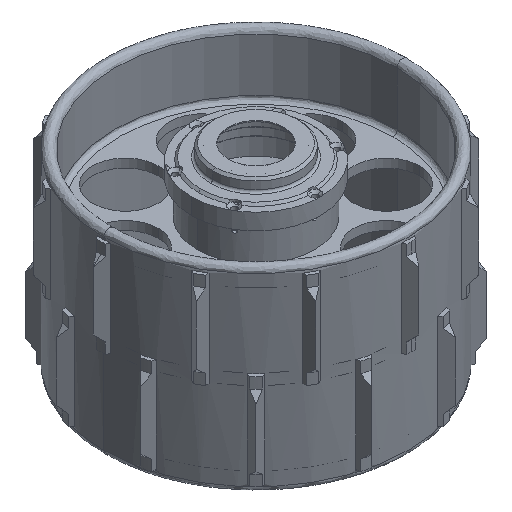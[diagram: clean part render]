
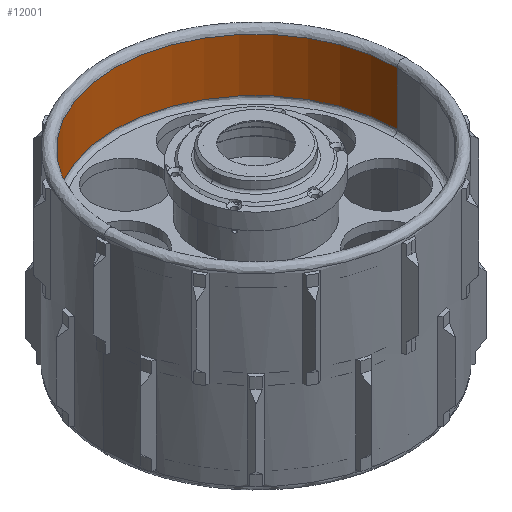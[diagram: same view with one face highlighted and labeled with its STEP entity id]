
A CAD part, isometric view. The second image highlights one B-rep face of the part: STEP entity #12001.
In plain terms, the highlighted cylindrical face has radius 65 mm (diameter 130 mm), a partial arc.
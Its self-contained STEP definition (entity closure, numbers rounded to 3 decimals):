
#1423 = AXIS2_PLACEMENT_3D ( 'NONE', #4029, #12039, #5186 ) ;
#1652 = DIRECTION ( 'NONE',  ( 0., 0., 1. ) ) ;
#3047 = VERTEX_POINT ( 'NONE', #13769 ) ;
#3186 = CARTESIAN_POINT ( 'NONE',  ( -65., 0., -4. ) ) ;
#3948 = DIRECTION ( 'NONE',  ( 1., 0., 0. ) ) ;
#4029 = CARTESIAN_POINT ( 'NONE',  ( 0., 0., 26.5 ) ) ;
#4192 = CARTESIAN_POINT ( 'NONE',  ( 65., 0., -4. ) ) ;
#4308 = DIRECTION ( 'NONE',  ( 0., 0., 1. ) ) ;
#4618 = CIRCLE ( 'NONE', #1423, 65. ) ;
#5084 = EDGE_CURVE ( 'NONE', #3047, #12976, #10974, .T. ) ;
#5186 = DIRECTION ( 'NONE',  ( 1., 0., 0. ) ) ;
#5486 = VECTOR ( 'NONE', #4308, 1000. ) ;
#5550 = VERTEX_POINT ( 'NONE', #10273 ) ;
#5594 = AXIS2_PLACEMENT_3D ( 'NONE', #8533, #1652, #9689 ) ;
#5986 = ORIENTED_EDGE ( 'NONE', *, *, #5084, .F. ) ;
#6158 = ORIENTED_EDGE ( 'NONE', *, *, #7845, .F. ) ;
#6316 = ORIENTED_EDGE ( 'NONE', *, *, #8664, .T. ) ;
#6506 = DIRECTION ( 'NONE',  ( 0., 0., 1. ) ) ;
#7429 = CARTESIAN_POINT ( 'NONE',  ( 0., 0., -4. ) ) ;
#7673 = EDGE_CURVE ( 'NONE', #5550, #8090, #4618, .T. ) ;
#7742 = CARTESIAN_POINT ( 'NONE',  ( -65., 0., 2. ) ) ;
#7845 = EDGE_CURVE ( 'NONE', #12976, #5550, #14662, .T. ) ;
#8090 = VERTEX_POINT ( 'NONE', #11681 ) ;
#8533 = CARTESIAN_POINT ( 'NONE',  ( 0., 0., 2. ) ) ;
#8664 = EDGE_CURVE ( 'NONE', #3047, #8090, #12451, .T. ) ;
#9057 = VECTOR ( 'NONE', #6506, 1000. ) ;
#9689 = DIRECTION ( 'NONE',  ( 1., 0., 0. ) ) ;
#10273 = CARTESIAN_POINT ( 'NONE',  ( -65., 0., 26.5 ) ) ;
#10974 = CIRCLE ( 'NONE', #5594, 65. ) ;
#11681 = CARTESIAN_POINT ( 'NONE',  ( 65., 0., 26.5 ) ) ;
#11772 = FACE_OUTER_BOUND ( 'NONE', #11865, .T. ) ;
#11865 = EDGE_LOOP ( 'NONE', ( #6158, #5986, #6316, #12992 ) ) ;
#12001 = ADVANCED_FACE ( 'NONE', ( #11772 ), #14481, .F. ) ;
#12039 = DIRECTION ( 'NONE',  ( 0., 0., -1. ) ) ;
#12451 = LINE ( 'NONE', #4192, #9057 ) ;
#12976 = VERTEX_POINT ( 'NONE', #7742 ) ;
#12992 = ORIENTED_EDGE ( 'NONE', *, *, #7673, .F. ) ;
#13633 = AXIS2_PLACEMENT_3D ( 'NONE', #7429, #14313, #3948 ) ;
#13769 = CARTESIAN_POINT ( 'NONE',  ( 65., 0., 2. ) ) ;
#14313 = DIRECTION ( 'NONE',  ( 0., 0., 1. ) ) ;
#14481 = CYLINDRICAL_SURFACE ( 'NONE', #13633, 65. ) ;
#14662 = LINE ( 'NONE', #3186, #5486 ) ;
